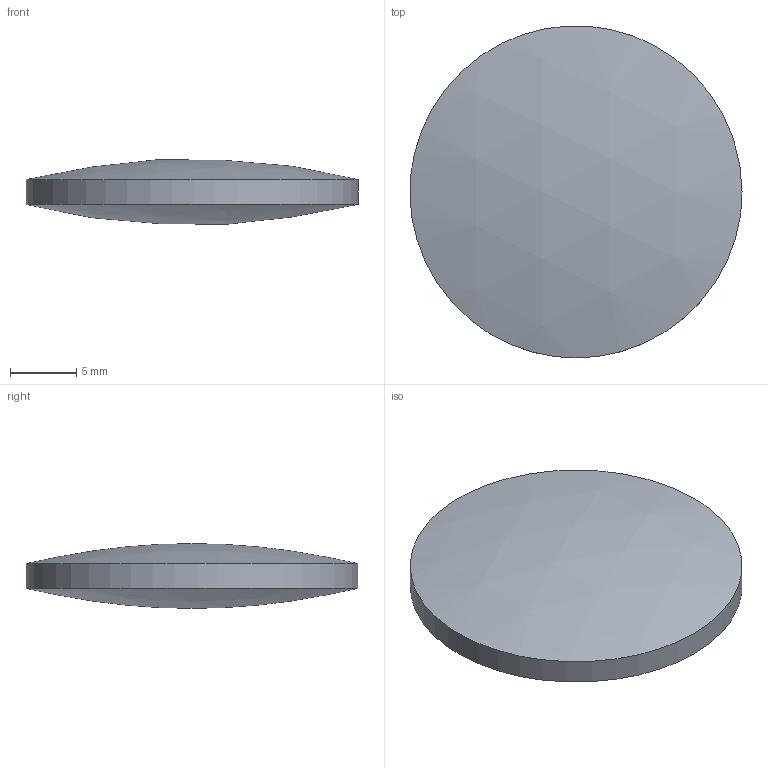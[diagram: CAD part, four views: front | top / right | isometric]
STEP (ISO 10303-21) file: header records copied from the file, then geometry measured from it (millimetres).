
FILE_DESCRIPTION ((), '1');
FILE_NAME ('STEP_32624.STP', '2016-12-13T16:09:15', ('Unknown'), ('Unknown'), 'HarmonyWare STEP v2.0.2', 'HarmonyWare Translators', '');
FILE_SCHEMA (('CONFIG_CONTROL_DESIGN'));
Length unit declared in the file: millimetre
Products named in the file (1): NONE
Bounding box: 24.99 x 24.98 x 4.87 mm (x, y, z)
Volume: 1691.7 mm3; surface area: 1144.5 mm2
Topology: 1 solids, 1 shells, 3 faces, 3 edges, 2 vertices
Faces by surface type: sphere 2, cylinder 1
Full cylindrical faces by diameter (mm): 25 x1
Entity records: 152 total; most frequent: CARTESIAN_POINT 25, PERSON 8, ORGANIZATION 8, PERSON_AND_ORGANIZATION 8, ORIENTED_EDGE 6, DIRECTION 6, PERSON_AND_ORGANIZATION_ROLE 5, CC_DESIGN_PERSON_AND_ORGANIZATION_ASSIGNMENT 5
